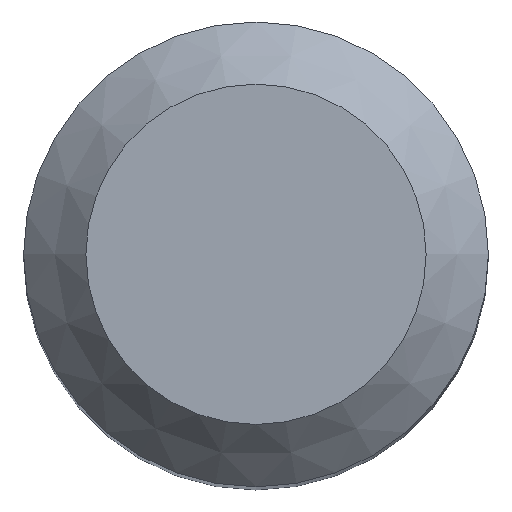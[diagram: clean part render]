
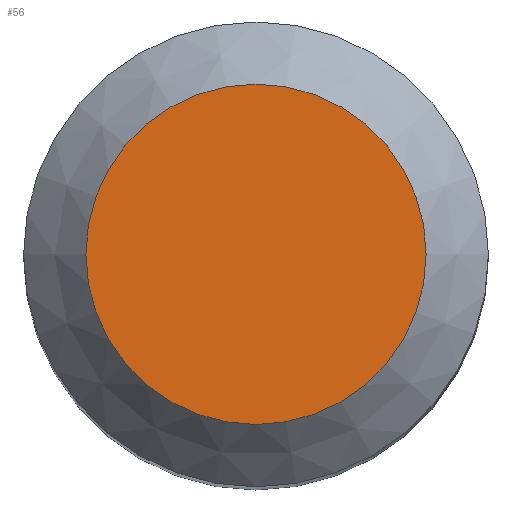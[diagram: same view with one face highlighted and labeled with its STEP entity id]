
A CAD part, top view. The second image highlights one B-rep face of the part: STEP entity #56.
In plain terms, the highlighted planar face has unit normal (0, 0, 1).
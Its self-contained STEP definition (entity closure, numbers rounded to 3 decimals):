
#44=PLANE('',#201);
#47=FACE_OUTER_BOUND('',#100,.T.);
#56=ADVANCED_FACE('',(#47),#44,.T.);
#72=CIRCLE('',#200,3.66);
#100=EDGE_LOOP('',(#118));
#118=ORIENTED_EDGE('',*,*,#143,.F.);
#133=VERTEX_POINT('',#309);
#143=EDGE_CURVE('',#133,#133,#72,.T.);
#200=AXIS2_PLACEMENT_3D('',#308,#235,#236);
#201=AXIS2_PLACEMENT_3D('',#310,#237,#238);
#235=DIRECTION('',(0.,0.,-1.));
#236=DIRECTION('',(-1.,0.,0.));
#237=DIRECTION('',(0.,0.,1.));
#238=DIRECTION('',(1.,0.,0.));
#308=CARTESIAN_POINT('',(0.,0.,0.));
#309=CARTESIAN_POINT('',(-3.66,0.,0.));
#310=CARTESIAN_POINT('',(-3.66,0.,0.));
